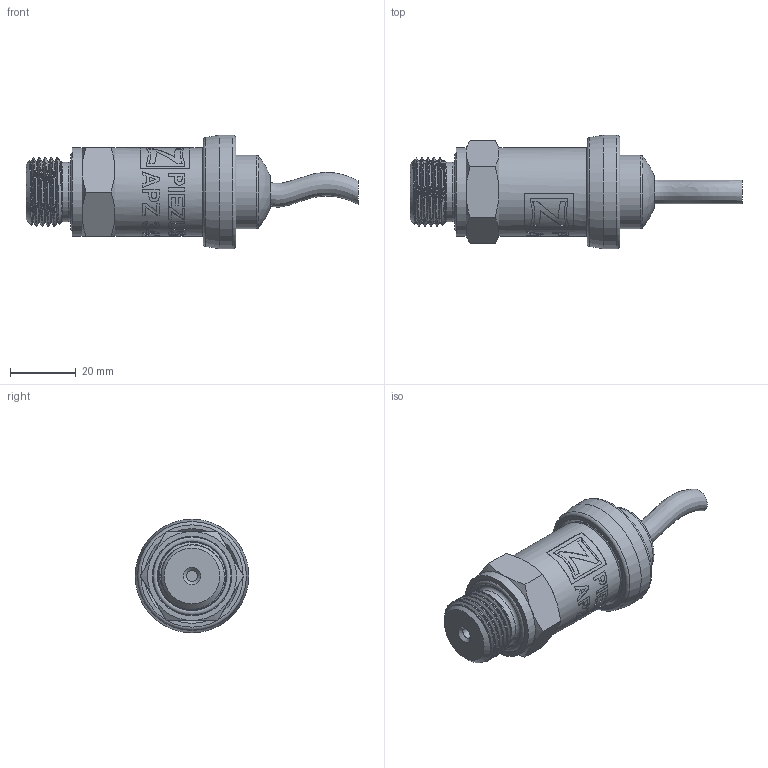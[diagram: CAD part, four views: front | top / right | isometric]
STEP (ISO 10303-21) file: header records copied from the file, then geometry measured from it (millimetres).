
FILE_DESCRIPTION(/* description */ (''),/* implementation_level */ '2;1');
FILE_NAME(/* name */ 'APZ3420_G1''2DIN_StainlessSteelCableGland.step',/* time_stamp */ '2021-06-17T09:54:19+03:00',/* author */ (''),/* organization */ (''),/* preprocessor_version */ 'ST-DEVELOPER v18.1',/* originating_system */ 'Autodesk Translation Framework v10.9.0.1377',/* authorisation */ '');
FILE_SCHEMA (('AUTOMOTIVE_DESIGN { 1 0 10303 214 3 1 1 }'));
Length unit declared in the file: millimetre
Products named in the file (7): APZ3420_G1'2DIN_StainlessSteelCableGland; G1/2 DIN; Stainless steel cable gland assembly v3; Stainless steel cable gland v2; Stainless steel cable gland nut v3; wire; Component6
Assembly tree (6 placements, depth 3):
  APZ3420_G1'2DIN_StainlessSteelCableGland
    G1/2 DIN
    Stainless steel cable gland assembly v3
      Stainless steel cable gland v2
      Stainless steel cable gland nut v3
      wire
    Component6
Bounding box: 100.73 x 34.5 x 34.5 mm (x, y, z)
Volume: 40218.8 mm3; surface area: 11456.8 mm2
Topology: 3 solids, 3 shells, 366 faces, 1004 edges, 669 vertices
Faces by surface type: bspline 241, cylinder 56, plane 33, cone 21, torus 14, sphere 1
Full cylindrical faces by diameter (mm): 3.3 x1, 18 x1, 18.631 x4, 20.956 x1, 22.3 x1, 23.7 x1, 24.5 x1, 25.132 x4, 25.526 x2, 26.85 x4, 27 x1, 27.208 x3, 27.7 x1, 34.5 x1
Entity records: 25622 total; most frequent: CARTESIAN_POINT 17561, ORIENTED_EDGE 2008, DIRECTION 1005, EDGE_CURVE 1004, VERTEX_POINT 669, B_SPLINE_CURVE_WITH_KNOTS 432, EDGE_LOOP 395, LINE 373
